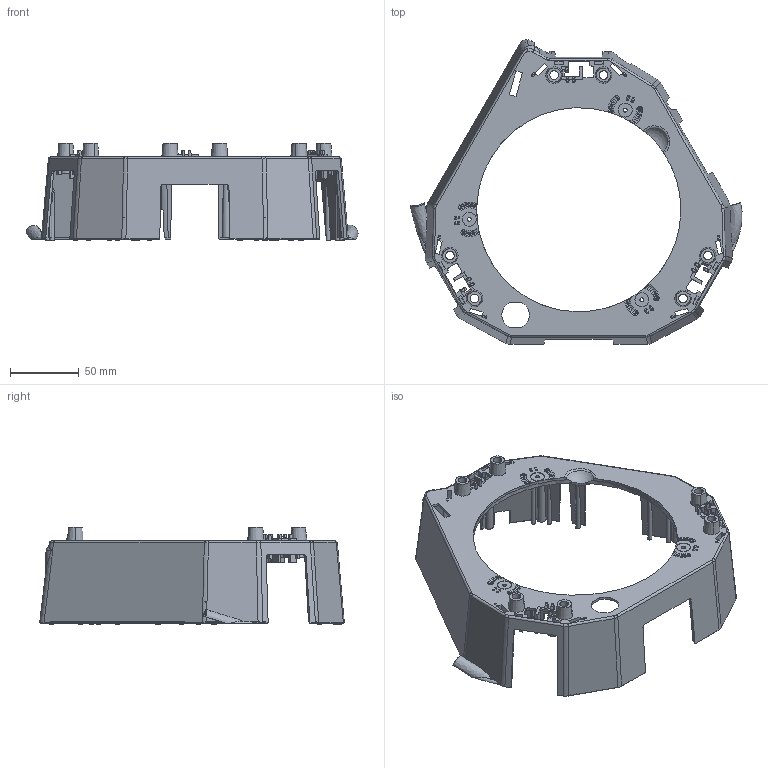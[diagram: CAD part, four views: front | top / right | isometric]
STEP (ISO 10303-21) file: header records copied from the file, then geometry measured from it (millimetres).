
FILE_DESCRIPTION (( 'STEP AP214' ), '1' );
FILE_NAME ('86010BaseTopFinal.STEP', '2018-10-09T18:26:05', ( '' ), ( '' ), 'SwSTEP 2.0', 'SolidWorks 2018', '' );
FILE_SCHEMA (( 'AUTOMOTIVE_DESIGN' ));
Length unit declared in the file: millimetre
Products named in the file (1): 86010BaseTopFinal
Bounding box: 241.62 x 221.72 x 71 mm (x, y, z)
Volume: 118186.5 mm3; surface area: 118780 mm2
Topology: 1 solids, 1 shells, 1181 faces, 3315 edges, 2158 vertices
Faces by surface type: plane 694, cylinder 232, torus 100, cone 90, bspline 51, sphere 14
Entity records: 39552 total; most frequent: CARTESIAN_POINT 10366, ORIENTED_EDGE 6528, DIRECTION 5610, EDGE_CURVE 3264, VERTEX_POINT 2128, LINE 2058, VECTOR 2058, AXIS2_PLACEMENT_3D 1776
